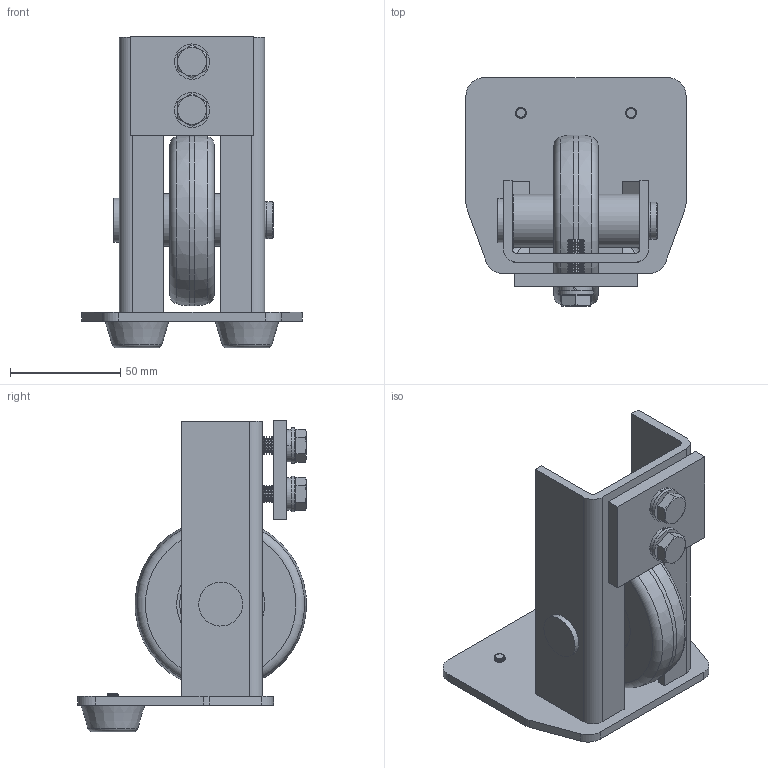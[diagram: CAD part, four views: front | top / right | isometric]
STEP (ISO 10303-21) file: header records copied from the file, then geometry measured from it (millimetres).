
FILE_DESCRIPTION(/* description */ ('CGS-347P RUOTA DI ESTREMITA'''),/* implementation_level */ '2;1');
FILE_NAME(/* name */ '10705005 001.stp',/* time_stamp */ '2023-03-02T10:15:42+01:00',/* author */ ('gcocco'),/* organization */ (''),/* preprocessor_version */ 'ST-DEVELOPER v17.2',/* originating_system */ 'Autodesk Inventor 2019',/* authorisation */ '');
FILE_SCHEMA (('AUTOMOTIVE_DESIGN { 1 0 10303 214 3 1 1 }'));
Length unit declared in the file: millimetre
Products named in the file (18): 10705005  001; 37310001; 37310001_1; 26300110; 26401901; 22000324; 22001901; 23000632; 33001218; 23001218; 74101032; 74101032_1; 74101032 GUARNIZIONE 2RS; 26200401; 71106238  001; 71300106  001; 71301206; 21504004  001
Assembly tree (24 placements, depth 4):
  10705005  001
    37310001
      37310001_1
      26300110
      26401901
    22000324
    22001901  x2
    23000632  x2
    33001218
      23001218
      74101032
        74101032_1
        74101032 GUARNIZIONE 2RS  x2
    26200401
    71106238  001  x2
    71300106  001  x2
    71301206  x2
    21504004  001  x2
Bounding box: 100 x 103.9 x 141.5 mm (x, y, z)
Volume: 220359.2 mm3; surface area: 105028.6 mm2
Topology: 34 solids, 34 shells, 1106 faces, 3109 edges, 2113 vertices
Faces by surface type: plane 467, bspline 270, cone 137, cylinder 126, torus 93, sphere 13
Full cylindrical faces by diameter (mm): 4.134 x2, 4.567 x2, 5 x28, 6.647 x2, 8 x34, 8.4 x2, 8.5 x2, 11.63 x2, 13.5 x3, 16 x2, 16.8 x1, 16.9 x1, 17 x3, 17.2 x2, 20 x1, 24 x2, 26.78 x2, 26.8 x2, 37.2 x2, 37.22 x2, 40 x1, 47 x2, 52 x1, 78 x1
Entity records: 26732 total; most frequent: CARTESIAN_POINT 6653, ORIENTED_EDGE 4232, DIRECTION 3701, EDGE_CURVE 2116, VERTEX_POINT 1480, AXIS2_PLACEMENT_3D 1284, LINE 1133, VECTOR 1133
